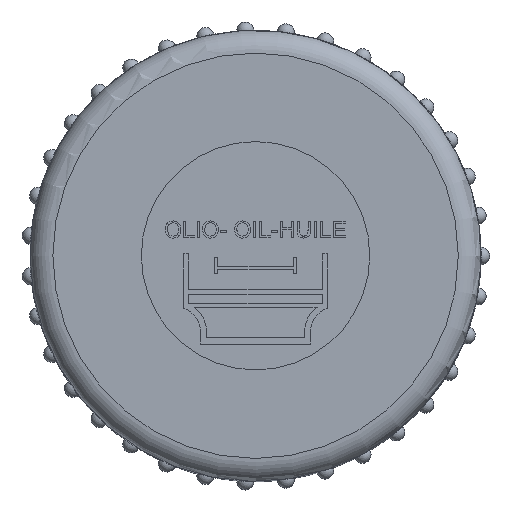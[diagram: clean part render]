
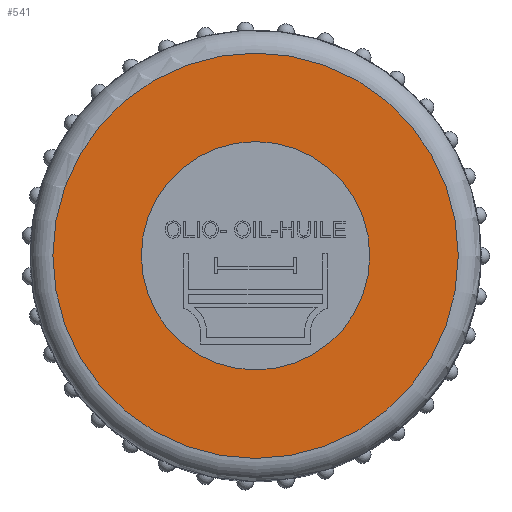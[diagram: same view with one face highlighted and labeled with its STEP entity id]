
A CAD part, top view. The second image highlights one B-rep face of the part: STEP entity #541.
In plain terms, the highlighted planar face has unit normal (0, 0, 1).
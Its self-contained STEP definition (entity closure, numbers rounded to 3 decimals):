
#541 = ADVANCED_FACE( '', ( #1246, #1247 ), #1248, .F. );
#1246 = FACE_OUTER_BOUND( '', #2107, .T. );
#1247 = FACE_BOUND( '', #2108, .T. );
#1248 = PLANE( '', #2109 );
#2107 = EDGE_LOOP( '', ( #3650 ) );
#2108 = EDGE_LOOP( '', ( #3651 ) );
#2109 = AXIS2_PLACEMENT_3D( '', #3652, #3653, #3654 );
#3650 = ORIENTED_EDGE( '', *, *, #5129, .T. );
#3651 = ORIENTED_EDGE( '', *, *, #5445, .F. );
#3652 = CARTESIAN_POINT( '', ( 19.75, 0., 32. ) );
#3653 = DIRECTION( '', ( 0., 0., -1. ) );
#3654 = DIRECTION( '', ( -1., 0., 0. ) );
#5129 = EDGE_CURVE( '', #6120, #6120, #6121, .F. );
#5445 = EDGE_CURVE( '', #6613, #6613, #6614, .T. );
#6120 = VERTEX_POINT( '', #7742 );
#6121 = CIRCLE( '', #7743, 17.75 );
#6613 = VERTEX_POINT( '', #8714 );
#6614 = CIRCLE( '', #8715, 10. );
#7742 = CARTESIAN_POINT( '', ( -17.75, 0., 32. ) );
#7743 = AXIS2_PLACEMENT_3D( '', #9607, #9608, #9609 );
#8714 = CARTESIAN_POINT( '', ( 10., 0., 32. ) );
#8715 = AXIS2_PLACEMENT_3D( '', #9930, #9931, #9932 );
#9607 = CARTESIAN_POINT( '', ( 0., 0., 32. ) );
#9608 = DIRECTION( '', ( 0., 0., -1. ) );
#9609 = DIRECTION( '', ( -1., 0., 0. ) );
#9930 = CARTESIAN_POINT( '', ( 0., 0., 32. ) );
#9931 = DIRECTION( '', ( 0., 0., 1. ) );
#9932 = DIRECTION( '', ( 1., 0., 0. ) );
